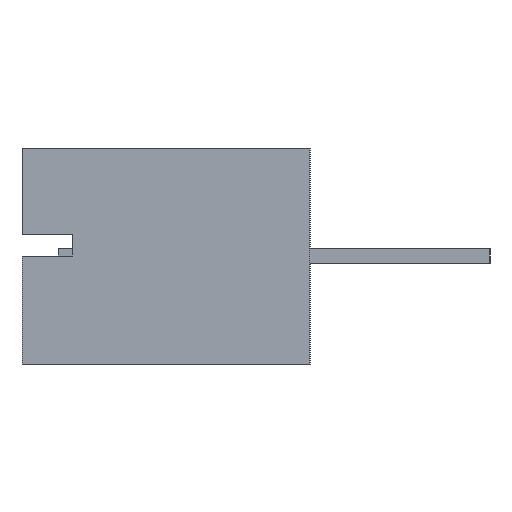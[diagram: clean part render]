
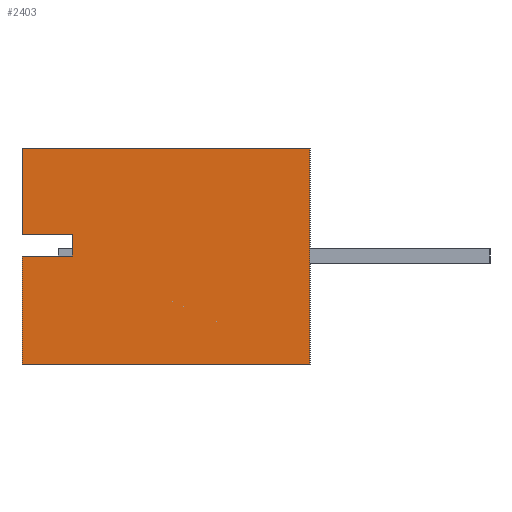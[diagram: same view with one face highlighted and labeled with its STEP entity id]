
A CAD part, left-side view. The second image highlights one B-rep face of the part: STEP entity #2403.
In plain terms, the highlighted planar face has unit normal (-1, 0, 0).
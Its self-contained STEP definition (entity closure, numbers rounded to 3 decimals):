
#1426=CARTESIAN_POINT('POINT97',(-7.5,3.3,0.3));
#1427=VERTEX_POINT('VERTEX97',#1426);
#1434=CARTESIAN_POINT('POINT98',(-7.5,4.,0.3));
#1435=VERTEX_POINT('VERTEX98',#1434);
#1436=CARTESIAN_POINT('POS180',(-7.5,4.,0.3));
#1437=DIRECTION('DIR226',(0.,-1.,0.));
#1438=VECTOR('VEC134',#1437,1.);
#1439=LINE('STRAIGHT134',#1436,#1438);
#1440=EDGE_CURVE('EDGE134',#1435,#1427,#1439,.T.);
#1456=CARTESIAN_POINT('POINT99',(-7.5,4.,0.));
#1457=VERTEX_POINT('VERTEX99',#1456);
#1458=CARTESIAN_POINT('POINT100',(-7.5,3.3,0.));
#1459=VERTEX_POINT('VERTEX100',#1458);
#1460=CARTESIAN_POINT('POS183',(-7.5,4.,0.));
#1461=DIRECTION('DIR230',(0.,-1.,0.));
#1462=VECTOR('VEC136',#1461,1.);
#1463=LINE('STRAIGHT136',#1460,#1462);
#1464=EDGE_CURVE('EDGE136',#1457,#1459,#1463,.T.);
#1490=CARTESIAN_POINT('POS187',(-7.5,3.3,0.3));
#1491=DIRECTION('DIR235',(0.,0.,-1.));
#1492=VECTOR('VEC139',#1491,1.);
#1493=LINE('STRAIGHT139',#1490,#1492);
#1494=EDGE_CURVE('EDGE139',#1427,#1459,#1493,.T.);
#1827=CARTESIAN_POINT('POINT113',(-7.5,4.,1.5));
#1828=VERTEX_POINT('VERTEX113',#1827);
#1829=CARTESIAN_POINT('POS223',(-7.5,4.,0.3));
#1830=DIRECTION('DIR283',(0.,0.,1.));
#1831=VECTOR('VEC163',#1830,1.);
#1832=LINE('STRAIGHT163',#1829,#1831);
#1833=EDGE_CURVE('EDGE163',#1435,#1828,#1832,.T.);
#1970=CARTESIAN_POINT('POINT120',(-7.5,4.,-1.5));
#1971=VERTEX_POINT('VERTEX120',#1970);
#1978=CARTESIAN_POINT('POS241',(-7.5,4.,-1.5));
#1979=DIRECTION('DIR306',(0.,0.,1.));
#1980=VECTOR('VEC176',#1979,1.);
#1981=LINE('STRAIGHT176',#1978,#1980);
#1982=EDGE_CURVE('EDGE176',#1971,#1457,#1981,.T.);
#2369=ORIENTED_EDGE('COEDGE369',*,*,#1494,.T.);
#2370=ORIENTED_EDGE('COEDGE370',*,*,#1464,.F.);
#2371=ORIENTED_EDGE('COEDGE371',*,*,#1982,.F.);
#2372=CARTESIAN_POINT('POINT153',(-7.5,0.,-1.5));
#2373=VERTEX_POINT('VERTEX153',#2372);
#2374=CARTESIAN_POINT('POS290',(-7.5,0.,-1.5));
#2375=DIRECTION('DIR367',(0.,1.,0.));
#2376=VECTOR('VEC213',#2375,1.);
#2377=LINE('STRAIGHT213',#2374,#2376);
#2378=EDGE_CURVE('EDGE213',#2373,#1971,#2377,.T.);
#2379=ORIENTED_EDGE('COEDGE372',*,*,#2378,.F.);
#2380=CARTESIAN_POINT('POINT154',(-7.5,0.,1.5));
#2381=VERTEX_POINT('VERTEX154',#2380);
#2382=CARTESIAN_POINT('POS291',(-7.5,0.,-1.5));
#2383=DIRECTION('DIR368',(0.,0.,1.));
#2384=VECTOR('VEC214',#2383,1.);
#2385=LINE('STRAIGHT214',#2382,#2384);
#2386=EDGE_CURVE('EDGE214',#2373,#2381,#2385,.T.);
#2387=ORIENTED_EDGE('COEDGE373',*,*,#2386,.T.);
#2388=CARTESIAN_POINT('POS292',(-7.5,0.,1.5));
#2389=DIRECTION('DIR369',(0.,1.,0.));
#2390=VECTOR('VEC215',#2389,1.);
#2391=LINE('STRAIGHT215',#2388,#2390);
#2392=EDGE_CURVE('EDGE215',#2381,#1828,#2391,.T.);
#2393=ORIENTED_EDGE('COEDGE374',*,*,#2392,.T.);
#2394=ORIENTED_EDGE('COEDGE375',*,*,#1833,.F.);
#2395=ORIENTED_EDGE('COEDGE376',*,*,#1440,.T.);
#2396=EDGE_LOOP('NONE',(#2369,#2370,#2371,#2379,#2387,#2393,#2394,#2395)
   );
#2397=FACE_BOUND('LOOP1',#2396,.T.);
#2398=CARTESIAN_POINT('POS293',(-7.5,0.,-1.5));
#2399=DIRECTION('DIR370',(-1.,0.,0.));
#2400=DIRECTION('DIR371',(0.,1.,0.));
#2401=AXIS2_PLACEMENT_3D('AXIS78',#2398,#2399,#2400);
#2402=PLANE('PLANE78',#2401);
#2403=ADVANCED_FACE('FACE78',(#2397),#2402,.T.);
